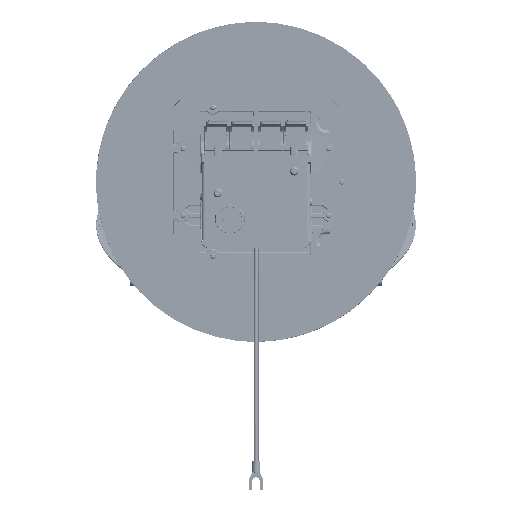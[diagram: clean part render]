
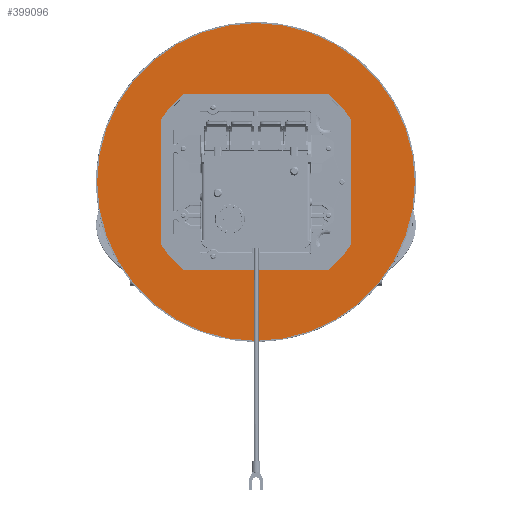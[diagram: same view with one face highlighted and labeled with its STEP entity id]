
A CAD part, front view. The second image highlights one B-rep face of the part: STEP entity #399096.
In plain terms, the highlighted planar face has unit normal (0, -1, 0).
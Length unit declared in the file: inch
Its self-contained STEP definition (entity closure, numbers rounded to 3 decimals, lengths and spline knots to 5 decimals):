
#4964 = DIRECTION ( 'NONE',  ( 0., 0., -1. ) ) ;
#15488 = CARTESIAN_POINT ( 'NONE',  ( -1.90089, -0.1255, 2.295 ) ) ;
#16966 = DIRECTION ( 'NONE',  ( -1., 0., 0. ) ) ;
#20746 = DIRECTION ( 'NONE',  ( 0., 1., 0. ) ) ;
#23944 = VERTEX_POINT ( 'NONE', #172387 ) ;
#33339 = CARTESIAN_POINT ( 'NONE',  ( -2.49, -0.1255, -1.63716 ) ) ;
#33360 = VERTEX_POINT ( 'NONE', #405099 ) ;
#35678 = CIRCLE ( 'NONE', #210103, 2.98 ) ;
#50410 = VECTOR ( 'NONE', #4964, 39.37008 ) ;
#51189 = EDGE_CURVE ( 'NONE', #79388, #302043, #344953, .T. ) ;
#51500 = ORIENTED_EDGE ( 'NONE', *, *, #381924, .F. ) ;
#61184 = EDGE_CURVE ( 'NONE', #125553, #232739, #35678, .T. ) ;
#61284 = CARTESIAN_POINT ( 'NONE',  ( 0., -0.1255, 0. ) ) ;
#73646 = CARTESIAN_POINT ( 'NONE',  ( -2.49, -0.1255, -1.63716 ) ) ;
#75284 = VECTOR ( 'NONE', #420850, 39.37008 ) ;
#79388 = VERTEX_POINT ( 'NONE', #165229 ) ;
#82420 = DIRECTION ( 'NONE',  ( -1., 0., 0. ) ) ;
#106542 = EDGE_CURVE ( 'NONE', #336335, #23944, #133642, .T. ) ;
#107124 = CARTESIAN_POINT ( 'NONE',  ( 0., -0.1255, 0. ) ) ;
#109892 = CIRCLE ( 'NONE', #277533, 4.16 ) ;
#114393 = EDGE_CURVE ( 'NONE', #367152, #23944, #311560, .T. ) ;
#114745 = CARTESIAN_POINT ( 'NONE',  ( 2.49, -0.1255, 1.63716 ) ) ;
#117497 = FACE_OUTER_BOUND ( 'NONE', #291193, .T. ) ;
#125553 = VERTEX_POINT ( 'NONE', #331109 ) ;
#133411 = DIRECTION ( 'NONE',  ( 0., 1., 0. ) ) ;
#133642 = CIRCLE ( 'NONE', #252258, 2.98 ) ;
#150218 = CARTESIAN_POINT ( 'NONE',  ( 0., -0.1255, 0. ) ) ;
#154384 = EDGE_CURVE ( 'NONE', #33360, #33360, #109892, .T. ) ;
#161766 = EDGE_CURVE ( 'NONE', #125553, #225082, #427998, .T. ) ;
#165229 = CARTESIAN_POINT ( 'NONE',  ( -2.49, -0.1255, 1.63716 ) ) ;
#172387 = CARTESIAN_POINT ( 'NONE',  ( 2.49, -0.1255, 1.63716 ) ) ;
#172939 = ORIENTED_EDGE ( 'NONE', *, *, #154384, .F. ) ;
#173427 = CIRCLE ( 'NONE', #397000, 2.98 ) ;
#185167 = PLANE ( 'NONE',  #417900 ) ;
#186698 = EDGE_LOOP ( 'NONE', ( #244589, #51500, #282127, #285983, #360615, #212182, #371074, #265600 ) ) ;
#210103 = AXIS2_PLACEMENT_3D ( 'NONE', #267102, #20746, #365540 ) ;
#212182 = ORIENTED_EDGE ( 'NONE', *, *, #114393, .F. ) ;
#214385 = CARTESIAN_POINT ( 'NONE',  ( 0., -0.1255, 0. ) ) ;
#215872 = FACE_BOUND ( 'NONE', #186698, .T. ) ;
#225082 = VERTEX_POINT ( 'NONE', #232746 ) ;
#232317 = LINE ( 'NONE', #33339, #50410 ) ;
#232739 = VERTEX_POINT ( 'NONE', #73646 ) ;
#232746 = CARTESIAN_POINT ( 'NONE',  ( 1.90089, -0.1255, -2.295 ) ) ;
#233770 = VECTOR ( 'NONE', #347142, 39.37008 ) ;
#244589 = ORIENTED_EDGE ( 'NONE', *, *, #61184, .T. ) ;
#252258 = AXIS2_PLACEMENT_3D ( 'NONE', #61284, #133411, #260342 ) ;
#258895 = CARTESIAN_POINT ( 'NONE',  ( 2.49, -0.1255, -1.63716 ) ) ;
#260342 = DIRECTION ( 'NONE',  ( -1., 0., 0. ) ) ;
#261759 = DIRECTION ( 'NONE',  ( 1., 0., 0. ) ) ;
#263932 = CARTESIAN_POINT ( 'NONE',  ( -1.90089, -0.1255, -2.295 ) ) ;
#265600 = ORIENTED_EDGE ( 'NONE', *, *, #161766, .F. ) ;
#267102 = CARTESIAN_POINT ( 'NONE',  ( 0., -0.1255, 0. ) ) ;
#271325 = DIRECTION ( 'NONE',  ( 0., 1., 0. ) ) ;
#275095 = CARTESIAN_POINT ( 'NONE',  ( 1.90089, -0.1255, 2.295 ) ) ;
#277533 = AXIS2_PLACEMENT_3D ( 'NONE', #214385, #284318, #317044 ) ;
#282127 = ORIENTED_EDGE ( 'NONE', *, *, #51189, .T. ) ;
#284318 = DIRECTION ( 'NONE',  ( 0., 1., 0. ) ) ;
#285983 = ORIENTED_EDGE ( 'NONE', *, *, #296107, .F. ) ;
#286126 = CARTESIAN_POINT ( 'NONE',  ( 1.90089, -0.1255, 2.295 ) ) ;
#291193 = EDGE_LOOP ( 'NONE', ( #172939 ) ) ;
#296107 = EDGE_CURVE ( 'NONE', #336335, #302043, #390192, .T. ) ;
#302043 = VERTEX_POINT ( 'NONE', #15488 ) ;
#311560 = LINE ( 'NONE', #114745, #75284 ) ;
#317022 = AXIS2_PLACEMENT_3D ( 'NONE', #107124, #271325, #343320 ) ;
#317044 = DIRECTION ( 'NONE',  ( -1., 0., 0. ) ) ;
#331109 = CARTESIAN_POINT ( 'NONE',  ( -1.90089, -0.1255, -2.295 ) ) ;
#336335 = VERTEX_POINT ( 'NONE', #286126 ) ;
#343320 = DIRECTION ( 'NONE',  ( -1., 0., 0. ) ) ;
#344953 = CIRCLE ( 'NONE', #317022, 2.98 ) ;
#347142 = DIRECTION ( 'NONE',  ( -1., 0., 0. ) ) ;
#360615 = ORIENTED_EDGE ( 'NONE', *, *, #106542, .T. ) ;
#365540 = DIRECTION ( 'NONE',  ( -1., 0., 0. ) ) ;
#367152 = VERTEX_POINT ( 'NONE', #258895 ) ;
#371074 = ORIENTED_EDGE ( 'NONE', *, *, #399350, .T. ) ;
#381924 = EDGE_CURVE ( 'NONE', #79388, #232739, #232317, .T. ) ;
#382140 = DIRECTION ( 'NONE',  ( 0., 1., 0. ) ) ;
#390192 = LINE ( 'NONE', #275095, #233770 ) ;
#397000 = AXIS2_PLACEMENT_3D ( 'NONE', #150218, #382140, #82420 ) ;
#399096 = ADVANCED_FACE ( 'NONE', ( #215872, #117497 ), #185167, .F. ) ;
#399350 = EDGE_CURVE ( 'NONE', #367152, #225082, #173427, .T. ) ;
#405099 = CARTESIAN_POINT ( 'NONE',  ( -4.16, -0.1255, 0. ) ) ;
#407086 = VECTOR ( 'NONE', #261759, 39.37008 ) ;
#417121 = DIRECTION ( 'NONE',  ( 0., 1., 0. ) ) ;
#417900 = AXIS2_PLACEMENT_3D ( 'NONE', #419283, #417121, #16966 ) ;
#419283 = CARTESIAN_POINT ( 'NONE',  ( 0., -0.1255, 0. ) ) ;
#420850 = DIRECTION ( 'NONE',  ( 0., 0., 1. ) ) ;
#427998 = LINE ( 'NONE', #263932, #407086 ) ;
